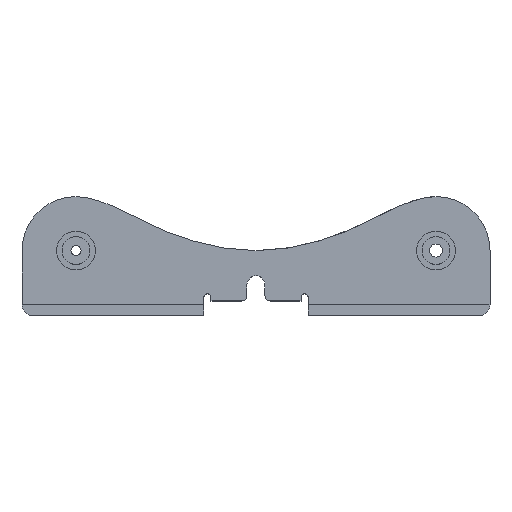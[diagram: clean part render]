
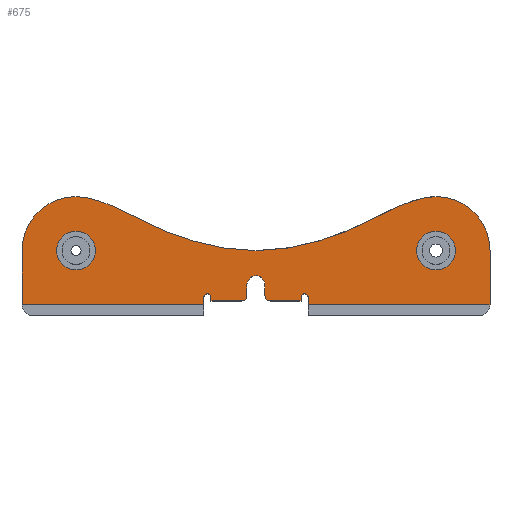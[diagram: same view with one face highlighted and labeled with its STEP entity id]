
A CAD part, top view. The second image highlights one B-rep face of the part: STEP entity #675.
In plain terms, the highlighted planar face has unit normal (0, 0, 1).
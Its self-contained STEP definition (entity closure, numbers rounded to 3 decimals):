
#17=(
BOUNDED_CURVE()
B_SPLINE_CURVE(5,(#1077,#1078,#1079,#1080,#1081,#1082,#1083,#1084,#1085,
#1086,#1087,#1088,#1089,#1090,#1091,#1092,#1093,#1094,#1095,#1096),
 .UNSPECIFIED.,.F.,.F.)
B_SPLINE_CURVE_WITH_KNOTS((6,1,1,1,1,1,1,1,1,1,1,1,1,1,1,6),(0.,0.067,
0.133,0.2,0.267,0.333,0.4,0.467,
0.533,0.6,0.667,0.733,0.8,0.867,
0.933,1.),.UNSPECIFIED.)
CURVE()
GEOMETRIC_REPRESENTATION_ITEM()
RATIONAL_B_SPLINE_CURVE((1.,1.,1.,1.,1.,1.,1.,1.,1.,1.,1.,1.,1.,1.,1.,1.,
1.,1.,1.,1.))
REPRESENTATION_ITEM('')
);
#18=(
BOUNDED_CURVE()
B_SPLINE_CURVE(5,(#1098,#1099,#1100,#1101,#1102,#1103,#1104,#1105,#1106,
#1107,#1108,#1109,#1110,#1111,#1112,#1113,#1114,#1115,#1116,#1117),
 .UNSPECIFIED.,.F.,.F.)
B_SPLINE_CURVE_WITH_KNOTS((6,1,1,1,1,1,1,1,1,1,1,1,1,1,1,6),(0.,0.067,
0.133,0.2,0.267,0.333,0.4,0.467,
0.533,0.6,0.667,0.733,0.8,0.867,
0.933,1.),.UNSPECIFIED.)
CURVE()
GEOMETRIC_REPRESENTATION_ITEM()
RATIONAL_B_SPLINE_CURVE((1.,1.,1.,1.,1.,1.,1.,1.,1.,1.,1.,1.,1.,1.,1.,1.,
1.,1.,1.,1.))
REPRESENTATION_ITEM('')
);
#24=FACE_BOUND('',#106,.T.);
#25=FACE_BOUND('',#107,.T.);
#36=PLANE('',#740);
#63=FACE_OUTER_BOUND('',#105,.T.);
#105=EDGE_LOOP('',(#496,#497,#498,#499,#500,#501,#502,#503,#504,#505,#506,
#507,#508,#509,#510,#511,#512,#513,#514,#515,#516));
#106=EDGE_LOOP('',(#517));
#107=EDGE_LOOP('',(#518));
#141=LINE('',#1002,#204);
#147=LINE('',#1017,#210);
#154=LINE('',#1048,#217);
#155=LINE('',#1052,#218);
#156=LINE('',#1054,#219);
#157=LINE('',#1058,#220);
#158=LINE('',#1062,#221);
#159=LINE('',#1066,#222);
#160=LINE('',#1068,#223);
#161=LINE('',#1071,#224);
#162=LINE('',#1073,#225);
#163=LINE('',#1120,#226);
#204=VECTOR('',#803,10.);
#210=VECTOR('',#815,10.);
#217=VECTOR('',#852,10.);
#218=VECTOR('',#855,10.);
#219=VECTOR('',#856,10.);
#220=VECTOR('',#859,10.);
#221=VECTOR('',#862,10.);
#222=VECTOR('',#865,10.);
#223=VECTOR('',#866,10.);
#224=VECTOR('',#869,10.);
#225=VECTOR('',#870,10.);
#226=VECTOR('',#875,10.);
#274=CIRCLE('',#738,5.375);
#275=CIRCLE('',#741,1.);
#276=CIRCLE('',#742,1.5);
#277=CIRCLE('',#743,2.5);
#278=CIRCLE('',#744,1.5);
#279=CIRCLE('',#745,1.);
#280=CIRCLE('',#746,15.);
#281=CIRCLE('',#747,15.);
#282=CIRCLE('',#748,5.375);
#299=VERTEX_POINT('',#999);
#300=VERTEX_POINT('',#1001);
#305=VERTEX_POINT('',#1014);
#306=VERTEX_POINT('',#1016);
#314=VERTEX_POINT('',#1042);
#315=VERTEX_POINT('',#1047);
#316=VERTEX_POINT('',#1049);
#317=VERTEX_POINT('',#1051);
#318=VERTEX_POINT('',#1053);
#319=VERTEX_POINT('',#1055);
#320=VERTEX_POINT('',#1057);
#321=VERTEX_POINT('',#1059);
#322=VERTEX_POINT('',#1061);
#323=VERTEX_POINT('',#1063);
#324=VERTEX_POINT('',#1065);
#325=VERTEX_POINT('',#1067);
#326=VERTEX_POINT('',#1069);
#327=VERTEX_POINT('',#1072);
#328=VERTEX_POINT('',#1074);
#329=VERTEX_POINT('',#1076);
#330=VERTEX_POINT('',#1097);
#331=VERTEX_POINT('',#1118);
#332=VERTEX_POINT('',#1121);
#365=EDGE_CURVE('',#300,#299,#141,.T.);
#372=EDGE_CURVE('',#306,#305,#147,.T.);
#385=EDGE_CURVE('',#314,#314,#274,.T.);
#386=EDGE_CURVE('',#315,#299,#154,.T.);
#387=EDGE_CURVE('',#316,#315,#275,.T.);
#388=EDGE_CURVE('',#316,#317,#155,.T.);
#389=EDGE_CURVE('',#317,#318,#156,.T.);
#390=EDGE_CURVE('',#318,#319,#276,.T.);
#391=EDGE_CURVE('',#320,#319,#157,.T.);
#392=EDGE_CURVE('',#321,#320,#277,.T.);
#393=EDGE_CURVE('',#321,#322,#158,.T.);
#394=EDGE_CURVE('',#322,#323,#278,.T.);
#395=EDGE_CURVE('',#323,#324,#159,.T.);
#396=EDGE_CURVE('',#325,#324,#160,.T.);
#397=EDGE_CURVE('',#326,#325,#279,.T.);
#398=EDGE_CURVE('',#326,#306,#161,.T.);
#399=EDGE_CURVE('',#327,#305,#162,.T.);
#400=EDGE_CURVE('',#327,#328,#280,.T.);
#401=EDGE_CURVE('',#328,#329,#17,.T.);
#402=EDGE_CURVE('',#330,#329,#18,.T.);
#403=EDGE_CURVE('',#330,#331,#281,.T.);
#404=EDGE_CURVE('',#331,#300,#163,.T.);
#405=EDGE_CURVE('',#332,#332,#282,.T.);
#496=ORIENTED_EDGE('',*,*,#365,.T.);
#497=ORIENTED_EDGE('',*,*,#386,.F.);
#498=ORIENTED_EDGE('',*,*,#387,.F.);
#499=ORIENTED_EDGE('',*,*,#388,.T.);
#500=ORIENTED_EDGE('',*,*,#389,.T.);
#501=ORIENTED_EDGE('',*,*,#390,.T.);
#502=ORIENTED_EDGE('',*,*,#391,.F.);
#503=ORIENTED_EDGE('',*,*,#392,.F.);
#504=ORIENTED_EDGE('',*,*,#393,.T.);
#505=ORIENTED_EDGE('',*,*,#394,.T.);
#506=ORIENTED_EDGE('',*,*,#395,.T.);
#507=ORIENTED_EDGE('',*,*,#396,.F.);
#508=ORIENTED_EDGE('',*,*,#397,.F.);
#509=ORIENTED_EDGE('',*,*,#398,.T.);
#510=ORIENTED_EDGE('',*,*,#372,.T.);
#511=ORIENTED_EDGE('',*,*,#399,.F.);
#512=ORIENTED_EDGE('',*,*,#400,.T.);
#513=ORIENTED_EDGE('',*,*,#401,.T.);
#514=ORIENTED_EDGE('',*,*,#402,.F.);
#515=ORIENTED_EDGE('',*,*,#403,.T.);
#516=ORIENTED_EDGE('',*,*,#404,.T.);
#517=ORIENTED_EDGE('',*,*,#405,.T.);
#518=ORIENTED_EDGE('',*,*,#385,.T.);
#675=ADVANCED_FACE('',(#63,#24,#25),#36,.T.);
#738=AXIS2_PLACEMENT_3D('',#1044,#846,#847);
#740=AXIS2_PLACEMENT_3D('',#1046,#850,#851);
#741=AXIS2_PLACEMENT_3D('',#1050,#853,#854);
#742=AXIS2_PLACEMENT_3D('',#1056,#857,#858);
#743=AXIS2_PLACEMENT_3D('',#1060,#860,#861);
#744=AXIS2_PLACEMENT_3D('',#1064,#863,#864);
#745=AXIS2_PLACEMENT_3D('',#1070,#867,#868);
#746=AXIS2_PLACEMENT_3D('',#1075,#871,#872);
#747=AXIS2_PLACEMENT_3D('',#1119,#873,#874);
#748=AXIS2_PLACEMENT_3D('',#1122,#876,#877);
#803=DIRECTION('',(1.,0.,0.));
#815=DIRECTION('',(1.,0.,0.));
#846=DIRECTION('center_axis',(0.,0.,-1.));
#847=DIRECTION('ref_axis',(1.,0.,0.));
#850=DIRECTION('center_axis',(0.,0.,1.));
#851=DIRECTION('ref_axis',(1.,0.,0.));
#852=DIRECTION('',(0.,-1.,0.));
#853=DIRECTION('center_axis',(0.,0.,1.));
#854=DIRECTION('ref_axis',(1.,-0.005,0.));
#855=DIRECTION('',(0.,-1.,0.));
#856=DIRECTION('',(1.,0.,0.));
#857=DIRECTION('center_axis',(0.,0.,1.));
#858=DIRECTION('ref_axis',(0.,-1.,0.));
#859=DIRECTION('',(0.,-1.,0.));
#860=DIRECTION('center_axis',(0.,0.,1.));
#861=DIRECTION('ref_axis',(1.,0.,0.));
#862=DIRECTION('',(0.,-1.,0.));
#863=DIRECTION('center_axis',(0.,0.,1.));
#864=DIRECTION('ref_axis',(-1.,0.,0.));
#865=DIRECTION('',(1.,0.,0.));
#866=DIRECTION('',(0.,-1.,0.));
#867=DIRECTION('center_axis',(0.,0.,1.));
#868=DIRECTION('ref_axis',(1.,0.,0.));
#869=DIRECTION('',(0.,-1.,0.));
#870=DIRECTION('',(0.,-1.,0.));
#871=DIRECTION('center_axis',(0.,0.,1.));
#872=DIRECTION('ref_axis',(1.,0.,0.));
#873=DIRECTION('center_axis',(0.,0.,1.));
#874=DIRECTION('ref_axis',(0.,1.,0.));
#875=DIRECTION('',(0.,-1.,0.));
#876=DIRECTION('center_axis',(0.,0.,-1.));
#877=DIRECTION('ref_axis',(1.,0.,0.));
#999=CARTESIAN_POINT('',(-14.5,-15.,0.));
#1001=CARTESIAN_POINT('',(-65.,-15.,0.));
#1002=CARTESIAN_POINT('',(-7.25,-15.,0.));
#1014=CARTESIAN_POINT('',(65.,-15.,0.));
#1016=CARTESIAN_POINT('',(14.5,-15.,0.));
#1017=CARTESIAN_POINT('',(32.5,-15.,0.));
#1042=CARTESIAN_POINT('',(-55.375,0.,0.));
#1044=CARTESIAN_POINT('Origin',(-50.,0.,0.));
#1046=CARTESIAN_POINT('Origin',(0.,-1.5,0.));
#1047=CARTESIAN_POINT('',(-14.5,-13.,0.));
#1048=CARTESIAN_POINT('',(-14.5,-16.,0.));
#1049=CARTESIAN_POINT('',(-12.5,-13.005,0.));
#1050=CARTESIAN_POINT('Origin',(-13.5,-13.,0.));
#1051=CARTESIAN_POINT('',(-12.5,-14.,0.));
#1052=CARTESIAN_POINT('',(-12.5,-13.005,0.));
#1053=CARTESIAN_POINT('',(-4.,-14.,0.));
#1054=CARTESIAN_POINT('',(-12.5,-14.,0.));
#1055=CARTESIAN_POINT('',(-2.5,-12.5,0.));
#1056=CARTESIAN_POINT('Origin',(-4.,-12.5,0.));
#1057=CARTESIAN_POINT('',(-2.5,-9.5,0.));
#1058=CARTESIAN_POINT('',(-2.5,-9.5,0.));
#1059=CARTESIAN_POINT('',(2.5,-9.5,0.));
#1060=CARTESIAN_POINT('Origin',(0.,-9.5,0.));
#1061=CARTESIAN_POINT('',(2.5,-12.5,0.));
#1062=CARTESIAN_POINT('',(2.5,-9.5,0.));
#1063=CARTESIAN_POINT('',(4.,-14.,0.));
#1064=CARTESIAN_POINT('Origin',(4.,-12.5,0.));
#1065=CARTESIAN_POINT('',(12.5,-14.,0.));
#1066=CARTESIAN_POINT('',(4.,-14.,0.));
#1067=CARTESIAN_POINT('',(12.5,-13.005,0.));
#1068=CARTESIAN_POINT('',(12.5,-13.005,0.));
#1069=CARTESIAN_POINT('',(14.5,-13.,0.));
#1070=CARTESIAN_POINT('Origin',(13.5,-13.,0.));
#1071=CARTESIAN_POINT('',(14.5,-16.,0.));
#1072=CARTESIAN_POINT('',(65.,0.,0.));
#1073=CARTESIAN_POINT('',(65.,0.,0.));
#1074=CARTESIAN_POINT('',(50.,15.,0.));
#1075=CARTESIAN_POINT('Origin',(50.,0.,0.));
#1076=CARTESIAN_POINT('',(0.,0.,0.));
#1077=CARTESIAN_POINT('Ctrl Pts',(50.,15.,0.));
#1078=CARTESIAN_POINT('Ctrl Pts',(49.508,14.991,0.));
#1079=CARTESIAN_POINT('Ctrl Pts',(48.502,14.932,0.));
#1080=CARTESIAN_POINT('Ctrl Pts',(46.93,14.719,0.));
#1081=CARTESIAN_POINT('Ctrl Pts',(44.739,14.206,0.));
#1082=CARTESIAN_POINT('Ctrl Pts',(41.998,13.29,0.));
#1083=CARTESIAN_POINT('Ctrl Pts',(39.413,12.224,0.));
#1084=CARTESIAN_POINT('Ctrl Pts',(37.065,11.105,0.));
#1085=CARTESIAN_POINT('Ctrl Pts',(34.871,9.962,0.));
#1086=CARTESIAN_POINT('Ctrl Pts',(32.631,8.77,0.));
#1087=CARTESIAN_POINT('Ctrl Pts',(30.11,7.493,0.));
#1088=CARTESIAN_POINT('Ctrl Pts',(27.104,6.109,0.));
#1089=CARTESIAN_POINT('Ctrl Pts',(23.53,4.651,0.));
#1090=CARTESIAN_POINT('Ctrl Pts',(19.42,3.207,0.));
#1091=CARTESIAN_POINT('Ctrl Pts',(14.876,1.889,0.));
#1092=CARTESIAN_POINT('Ctrl Pts',(10.035,0.823,0.));
#1093=CARTESIAN_POINT('Ctrl Pts',(6.039,0.263,0.));
#1094=CARTESIAN_POINT('Ctrl Pts',(3.022,0.048,0.));
#1095=CARTESIAN_POINT('Ctrl Pts',(1.008,0.,
0.));
#1096=CARTESIAN_POINT('Ctrl Pts',(0.,0.,0.));
#1097=CARTESIAN_POINT('',(-50.,15.,0.));
#1098=CARTESIAN_POINT('Ctrl Pts',(-50.,15.,0.));
#1099=CARTESIAN_POINT('Ctrl Pts',(-49.508,14.991,0.));
#1100=CARTESIAN_POINT('Ctrl Pts',(-48.502,14.932,0.));
#1101=CARTESIAN_POINT('Ctrl Pts',(-46.93,14.719,0.));
#1102=CARTESIAN_POINT('Ctrl Pts',(-44.739,14.206,0.));
#1103=CARTESIAN_POINT('Ctrl Pts',(-41.998,13.29,0.));
#1104=CARTESIAN_POINT('Ctrl Pts',(-39.413,12.224,0.));
#1105=CARTESIAN_POINT('Ctrl Pts',(-37.065,11.105,0.));
#1106=CARTESIAN_POINT('Ctrl Pts',(-34.871,9.962,0.));
#1107=CARTESIAN_POINT('Ctrl Pts',(-32.631,8.77,0.));
#1108=CARTESIAN_POINT('Ctrl Pts',(-30.11,7.493,0.));
#1109=CARTESIAN_POINT('Ctrl Pts',(-27.104,6.109,0.));
#1110=CARTESIAN_POINT('Ctrl Pts',(-23.53,4.651,0.));
#1111=CARTESIAN_POINT('Ctrl Pts',(-19.42,3.207,0.));
#1112=CARTESIAN_POINT('Ctrl Pts',(-14.876,1.889,0.));
#1113=CARTESIAN_POINT('Ctrl Pts',(-10.035,0.823,0.));
#1114=CARTESIAN_POINT('Ctrl Pts',(-6.039,0.263,0.));
#1115=CARTESIAN_POINT('Ctrl Pts',(-3.022,0.048,
0.));
#1116=CARTESIAN_POINT('Ctrl Pts',(-1.008,0.,
0.));
#1117=CARTESIAN_POINT('Ctrl Pts',(0.,0.,0.));
#1118=CARTESIAN_POINT('',(-65.,0.,0.));
#1119=CARTESIAN_POINT('Origin',(-50.,0.,0.));
#1120=CARTESIAN_POINT('',(-65.,0.,0.));
#1121=CARTESIAN_POINT('',(44.625,0.,0.));
#1122=CARTESIAN_POINT('Origin',(50.,0.,0.));
